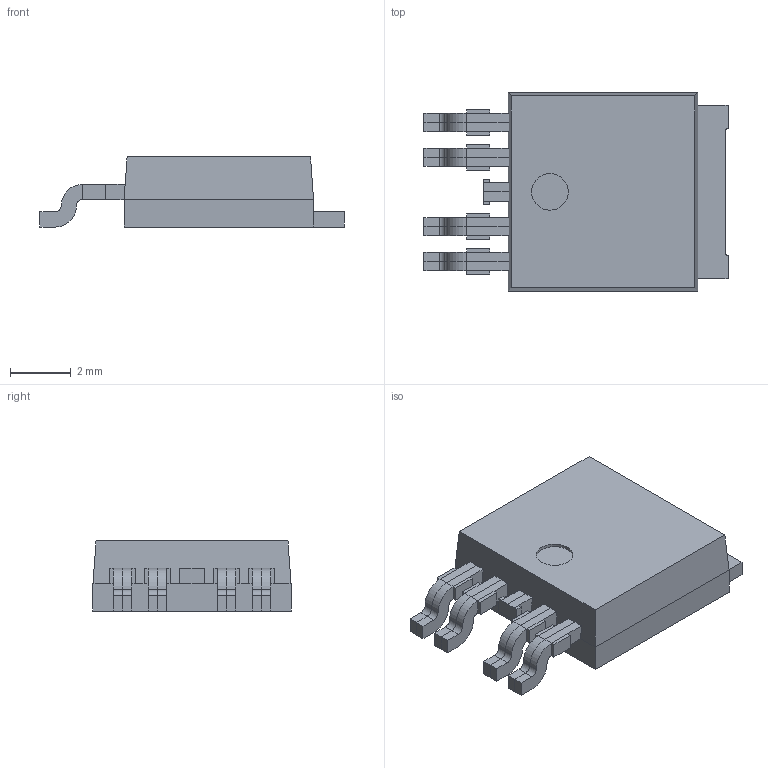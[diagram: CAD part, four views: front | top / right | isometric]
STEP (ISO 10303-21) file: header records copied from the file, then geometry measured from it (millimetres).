
FILE_DESCRIPTION(('FreeCAD Model'),'2;1');
FILE_NAME('TO-252-5-11.step','2017-04-03T20:36:26',('kicad StepUp') ,('ksu MCAD'),'Open CASCADE STEP processor 6.8','FreeCAD','Unknown');
FILE_SCHEMA(('AUTOMOTIVE_DESIGN_CC2 { 1 2 10303 214 -1 1 5 4 }'));
Length unit declared in the file: millimetre
Products named in the file (1): TO-252-5-11
Bounding box: 9.98 x 6.5 x 2.3 mm (x, y, z)
Volume: 98.4 mm3; surface area: 182.1 mm2
Topology: 1 solids, 1 shells, 169 faces, 400 edges, 234 vertices
Faces by surface type: plane 134, cylinder 35
Full cylindrical faces by diameter (mm): 1.2 x1
Entity records: 5880 total; most frequent: CARTESIAN_POINT 804, ORIENTED_EDGE 800, DIRECTION 794, EDGE_CURVE 400, LINE 346, VECTOR 346, VERTEX_POINT 234, AXIS2_PLACEMENT_3D 224
